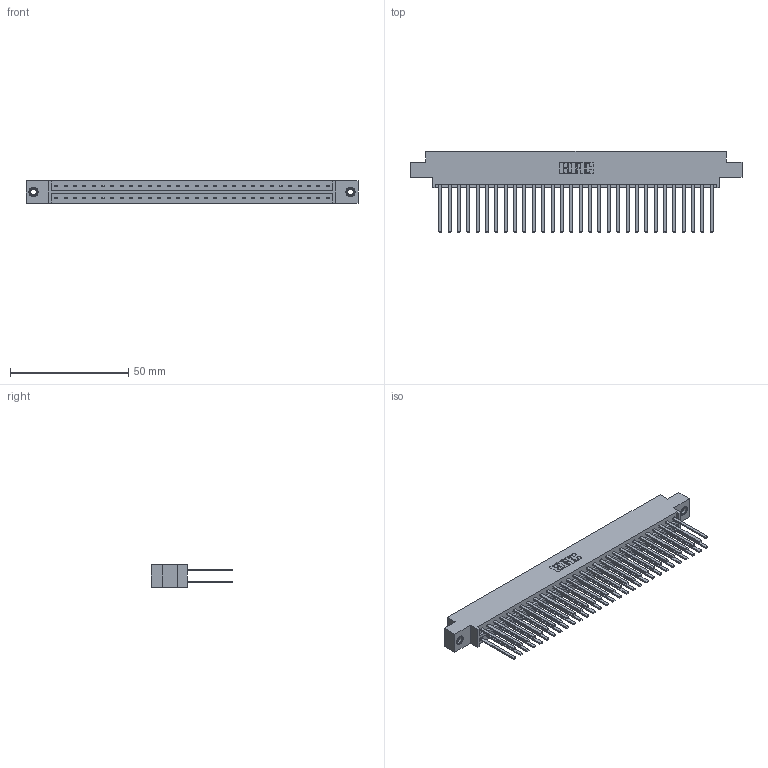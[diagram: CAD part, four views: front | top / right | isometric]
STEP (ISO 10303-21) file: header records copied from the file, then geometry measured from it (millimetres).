
FILE_DESCRIPTION (( 'STEP AP203' ), '1' );
FILE_NAME ('833-060-544-807.STEP', '2020-06-05T04:22:17', ( '' ), ( '' ), 'SwSTEP 2.0', 'SolidWorks 2020', '' );
FILE_SCHEMA (( 'CONFIG_CONTROL_DESIGN' ));
Length unit declared in the file: inch
Products named in the file (4): 833 Part_Offset - .156 Dia - TI; 345-250-001_345-250-005-103; 345-292-001_345-293-144; 833-060-544-807
Assembly tree (63 placements, depth 2):
  833-060-544-807
    833 Part_Offset - .156 Dia - TI
    345-292-001_345-293-144  x60
    345-250-001_345-250-005-103  x2
Bounding box: 140.41 x 34.3 x 9.4 mm (x, y, z)
Volume: 14822.7 mm3; surface area: 20358.3 mm2
Topology: 63 solids, 63 shells, 2938 faces, 8679 edges, 5698 vertices
Faces by surface type: plane 2026, cylinder 896, cone 12, torus 4
Entity records: 21986 total; most frequent: CARTESIAN_POINT 3641, ORIENTED_EDGE 3570, DIRECTION 3159, EDGE_CURVE 1785, LINE 1641, VECTOR 1641, VERTEX_POINT 1184, AXIS2_PLACEMENT_3D 759
